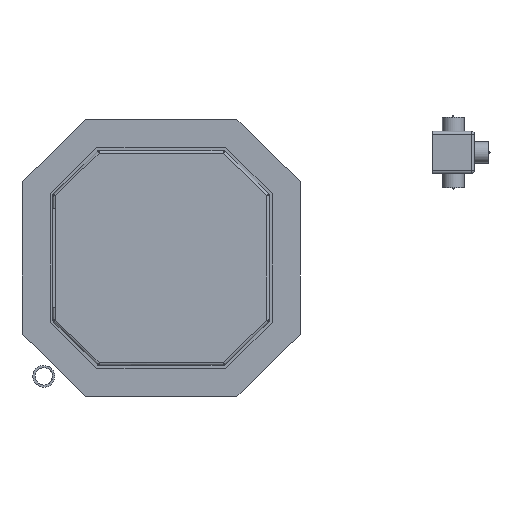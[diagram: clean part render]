
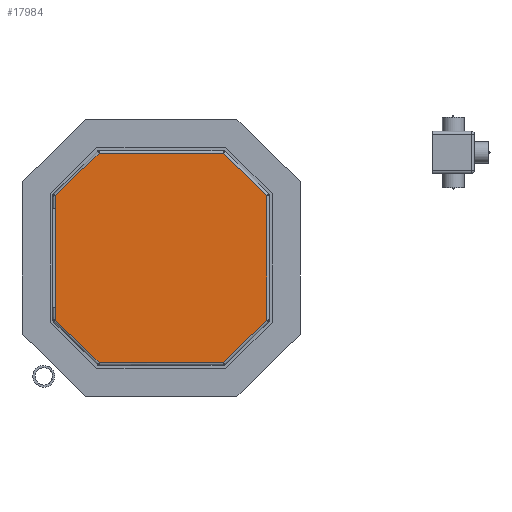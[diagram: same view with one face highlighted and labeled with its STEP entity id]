
A CAD part, front view. The second image highlights one B-rep face of the part: STEP entity #17984.
In plain terms, the highlighted planar face has unit normal (0, -1, 0).
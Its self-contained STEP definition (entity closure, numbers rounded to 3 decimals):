
#354 = VERTEX_POINT ( 'NONE', #19088 ) ;
#540 = ORIENTED_EDGE ( 'NONE', *, *, #19735, .T. ) ;
#1997 = AXIS2_PLACEMENT_3D ( 'NONE', #5557, #3613, #11730 ) ;
#2126 = VERTEX_POINT ( 'NONE', #23779 ) ;
#2506 = EDGE_CURVE ( 'NONE', #354, #17951, #14095, .T. ) ;
#3606 = VERTEX_POINT ( 'NONE', #14502 ) ;
#3613 = DIRECTION ( 'NONE',  ( 0., 1., 0. ) ) ;
#4136 = CARTESIAN_POINT ( 'NONE',  ( 75.336, -1.6, -44.244 ) ) ;
#5045 = CARTESIAN_POINT ( 'NONE',  ( 44.265, -1.6, -74.7 ) ) ;
#5557 = CARTESIAN_POINT ( 'NONE',  ( 0., -1.6, 0. ) ) ;
#6210 = ORIENTED_EDGE ( 'NONE', *, *, #11945, .T. ) ;
#6770 = DIRECTION ( 'NONE',  ( -0.714, 0., -0.7 ) ) ;
#6846 = VERTEX_POINT ( 'NONE', #24541 ) ;
#7631 = DIRECTION ( 'NONE',  ( -0.714, 0., 0.7 ) ) ;
#7737 = CARTESIAN_POINT ( 'NONE',  ( 44.265, -1.6, 74.7 ) ) ;
#7999 = DIRECTION ( 'NONE',  ( 0., 0., 1. ) ) ;
#8108 = VECTOR ( 'NONE', #24020, 1000. ) ;
#8721 = EDGE_CURVE ( 'NONE', #17951, #17745, #21746, .T. ) ;
#8929 = CARTESIAN_POINT ( 'NONE',  ( -75.336, -1.6, 44.244 ) ) ;
#9672 = PLANE ( 'NONE',  #1997 ) ;
#10501 = ORIENTED_EDGE ( 'NONE', *, *, #25208, .T. ) ;
#11730 = DIRECTION ( 'NONE',  ( 0., 0., 1. ) ) ;
#11758 = CARTESIAN_POINT ( 'NONE',  ( -75.336, -1.6, 44.244 ) ) ;
#11945 = EDGE_CURVE ( 'NONE', #23038, #2126, #13670, .T. ) ;
#12422 = ORIENTED_EDGE ( 'NONE', *, *, #15666, .T. ) ;
#12651 = VECTOR ( 'NONE', #6770, 1000. ) ;
#13119 = ORIENTED_EDGE ( 'NONE', *, *, #8721, .T. ) ;
#13138 = CARTESIAN_POINT ( 'NONE',  ( -44.265, -1.6, -74.7 ) ) ;
#13670 = LINE ( 'NONE', #11758, #20449 ) ;
#14095 = LINE ( 'NONE', #18371, #20627 ) ;
#14502 = CARTESIAN_POINT ( 'NONE',  ( -44.265, -1.6, -74.7 ) ) ;
#14569 = EDGE_CURVE ( 'NONE', #3606, #6846, #25133, .T. ) ;
#15102 = VECTOR ( 'NONE', #25284, 1000. ) ;
#15296 = LINE ( 'NONE', #25761, #12651 ) ;
#15666 = EDGE_CURVE ( 'NONE', #6846, #16479, #21408, .T. ) ;
#15873 = CARTESIAN_POINT ( 'NONE',  ( -75.336, -1.6, -44.244 ) ) ;
#16304 = ORIENTED_EDGE ( 'NONE', *, *, #17119, .T. ) ;
#16479 = VERTEX_POINT ( 'NONE', #18696 ) ;
#17119 = EDGE_CURVE ( 'NONE', #16479, #354, #22973, .T. ) ;
#17394 = VECTOR ( 'NONE', #7999, 1000. ) ;
#17631 = DIRECTION ( 'NONE',  ( -1., 0., 0. ) ) ;
#17745 = VERTEX_POINT ( 'NONE', #21938 ) ;
#17839 = VECTOR ( 'NONE', #18223, 1000. ) ;
#17909 = CARTESIAN_POINT ( 'NONE',  ( 44.265, -1.6, 74.7 ) ) ;
#17951 = VERTEX_POINT ( 'NONE', #7737 ) ;
#17962 = LINE ( 'NONE', #15873, #17839 ) ;
#17984 = ADVANCED_FACE ( 'NONE', ( #20123 ), #9672, .F. ) ;
#18223 = DIRECTION ( 'NONE',  ( 0.714, 0., -0.7 ) ) ;
#18371 = CARTESIAN_POINT ( 'NONE',  ( 75.336, -1.6, 44.244 ) ) ;
#18696 = CARTESIAN_POINT ( 'NONE',  ( 75.336, -1.6, -44.244 ) ) ;
#19088 = CARTESIAN_POINT ( 'NONE',  ( 75.336, -1.6, 44.244 ) ) ;
#19128 = VECTOR ( 'NONE', #17631, 1000. ) ;
#19735 = EDGE_CURVE ( 'NONE', #2126, #3606, #17962, .T. ) ;
#20009 = DIRECTION ( 'NONE',  ( 0., 0., -1. ) ) ;
#20123 = FACE_OUTER_BOUND ( 'NONE', #26087, .T. ) ;
#20449 = VECTOR ( 'NONE', #20009, 1000. ) ;
#20627 = VECTOR ( 'NONE', #7631, 1000. ) ;
#21408 = LINE ( 'NONE', #5045, #8108 ) ;
#21746 = LINE ( 'NONE', #17909, #19128 ) ;
#21938 = CARTESIAN_POINT ( 'NONE',  ( -44.265, -1.6, 74.7 ) ) ;
#22973 = LINE ( 'NONE', #4136, #17394 ) ;
#23038 = VERTEX_POINT ( 'NONE', #8929 ) ;
#23372 = ORIENTED_EDGE ( 'NONE', *, *, #2506, .T. ) ;
#23779 = CARTESIAN_POINT ( 'NONE',  ( -75.336, -1.6, -44.244 ) ) ;
#24020 = DIRECTION ( 'NONE',  ( 0.714, 0., 0.7 ) ) ;
#24102 = ORIENTED_EDGE ( 'NONE', *, *, #14569, .T. ) ;
#24541 = CARTESIAN_POINT ( 'NONE',  ( 44.265, -1.6, -74.7 ) ) ;
#25133 = LINE ( 'NONE', #13138, #15102 ) ;
#25208 = EDGE_CURVE ( 'NONE', #17745, #23038, #15296, .T. ) ;
#25284 = DIRECTION ( 'NONE',  ( 1., 0., 0. ) ) ;
#25761 = CARTESIAN_POINT ( 'NONE',  ( -44.265, -1.6, 74.7 ) ) ;
#26087 = EDGE_LOOP ( 'NONE', ( #10501, #6210, #540, #24102, #12422, #16304, #23372, #13119 ) ) ;
